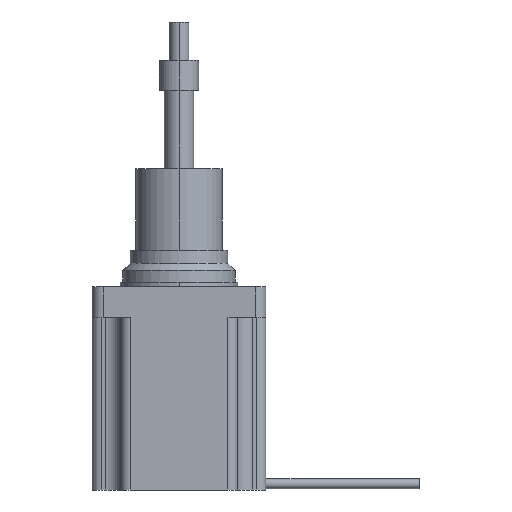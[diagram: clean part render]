
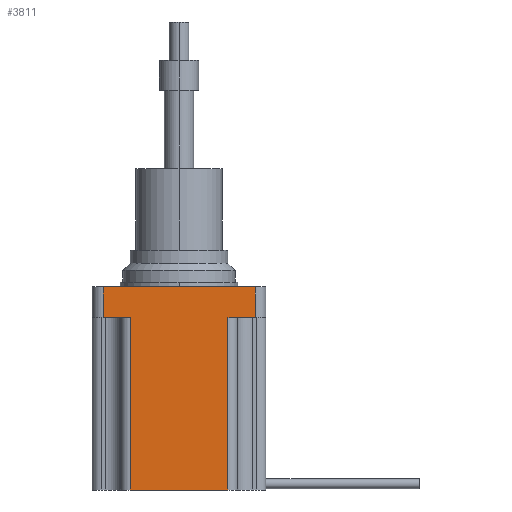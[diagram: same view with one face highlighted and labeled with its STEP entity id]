
A CAD part, left-side view. The second image highlights one B-rep face of the part: STEP entity #3811.
In plain terms, the highlighted planar face has unit normal (-1, 0, 0).
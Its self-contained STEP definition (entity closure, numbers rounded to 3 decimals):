
#99 = LINE ( 'NONE', #3047, #1398 ) ;
#128 = VERTEX_POINT ( 'NONE', #1895 ) ;
#138 = DIRECTION ( 'NONE',  ( 0., -1., 0. ) ) ;
#188 = VECTOR ( 'NONE', #2848, 1000. ) ;
#194 = CARTESIAN_POINT ( 'NONE',  ( -28.2, -28.2, -10. ) ) ;
#217 = ORIENTED_EDGE ( 'NONE', *, *, #3483, .T. ) ;
#285 = ORIENTED_EDGE ( 'NONE', *, *, #1071, .T. ) ;
#445 = DIRECTION ( 'NONE',  ( 0., 0., 1. ) ) ;
#476 = CARTESIAN_POINT ( 'NONE',  ( -28.2, 24.7, 0. ) ) ;
#484 = ORIENTED_EDGE ( 'NONE', *, *, #2499, .T. ) ;
#534 = LINE ( 'NONE', #2235, #3352 ) ;
#649 = DIRECTION ( 'NONE',  ( 0., 1., 0. ) ) ;
#715 = LINE ( 'NONE', #1631, #773 ) ;
#773 = VECTOR ( 'NONE', #445, 1000. ) ;
#883 = CARTESIAN_POINT ( 'NONE',  ( -28.2, 24.7, -66. ) ) ;
#915 = CARTESIAN_POINT ( 'NONE',  ( -28.2, -24.7, -10. ) ) ;
#919 = ORIENTED_EDGE ( 'NONE', *, *, #1101, .F. ) ;
#925 = VERTEX_POINT ( 'NONE', #915 ) ;
#944 = LINE ( 'NONE', #3071, #3173 ) ;
#952 = VECTOR ( 'NONE', #2156, 1000. ) ;
#973 = DIRECTION ( 'NONE',  ( 0., 0., 1. ) ) ;
#1027 = EDGE_CURVE ( 'NONE', #3558, #3861, #2525, .T. ) ;
#1071 = EDGE_CURVE ( 'NONE', #128, #3040, #534, .T. ) ;
#1095 = VERTEX_POINT ( 'NONE', #3442 ) ;
#1101 = EDGE_CURVE ( 'NONE', #925, #1095, #2864, .T. ) ;
#1189 = ORIENTED_EDGE ( 'NONE', *, *, #1230, .F. ) ;
#1230 = EDGE_CURVE ( 'NONE', #128, #3245, #944, .T. ) ;
#1252 = LINE ( 'NONE', #1332, #2506 ) ;
#1332 = CARTESIAN_POINT ( 'NONE',  ( -28.2, 28.2, -66. ) ) ;
#1361 = CARTESIAN_POINT ( 'NONE',  ( -28.2, 28.2, -66. ) ) ;
#1398 = VECTOR ( 'NONE', #973, 1000. ) ;
#1631 = CARTESIAN_POINT ( 'NONE',  ( -28.2, -24.7, -66. ) ) ;
#1638 = PLANE ( 'NONE',  #3327 ) ;
#1666 = DIRECTION ( 'NONE',  ( 0., 0., -1. ) ) ;
#1807 = EDGE_LOOP ( 'NONE', ( #1189, #285, #2313, #2783, #919, #217, #2074, #484 ) ) ;
#1846 = LINE ( 'NONE', #883, #952 ) ;
#1895 = CARTESIAN_POINT ( 'NONE',  ( -28.2, 15.904, -10. ) ) ;
#1924 = CARTESIAN_POINT ( 'NONE',  ( -28.2, -24.7, 0. ) ) ;
#2074 = ORIENTED_EDGE ( 'NONE', *, *, #1027, .F. ) ;
#2156 = DIRECTION ( 'NONE',  ( 0., 0., -1. ) ) ;
#2235 = CARTESIAN_POINT ( 'NONE',  ( -28.2, 15.904, -66. ) ) ;
#2313 = ORIENTED_EDGE ( 'NONE', *, *, #2934, .T. ) ;
#2499 = EDGE_CURVE ( 'NONE', #3558, #3245, #1846, .T. ) ;
#2506 = VECTOR ( 'NONE', #138, 1000. ) ;
#2521 = FACE_OUTER_BOUND ( 'NONE', #1807, .T. ) ;
#2525 = LINE ( 'NONE', #3150, #2798 ) ;
#2622 = EDGE_CURVE ( 'NONE', #2699, #1095, #99, .T. ) ;
#2699 = VERTEX_POINT ( 'NONE', #3432 ) ;
#2782 = DIRECTION ( 'NONE',  ( 0., -1., 0. ) ) ;
#2783 = ORIENTED_EDGE ( 'NONE', *, *, #2622, .T. ) ;
#2798 = VECTOR ( 'NONE', #3166, 1000. ) ;
#2848 = DIRECTION ( 'NONE',  ( 0., 1., 0. ) ) ;
#2864 = LINE ( 'NONE', #194, #188 ) ;
#2934 = EDGE_CURVE ( 'NONE', #3040, #2699, #1252, .T. ) ;
#3040 = VERTEX_POINT ( 'NONE', #3271 ) ;
#3047 = CARTESIAN_POINT ( 'NONE',  ( -28.2, -15.904, -10. ) ) ;
#3071 = CARTESIAN_POINT ( 'NONE',  ( -28.2, 28.2, -10. ) ) ;
#3150 = CARTESIAN_POINT ( 'NONE',  ( -28.2, 28.2, 0. ) ) ;
#3166 = DIRECTION ( 'NONE',  ( 0., -1., 0. ) ) ;
#3173 = VECTOR ( 'NONE', #649, 1000. ) ;
#3245 = VERTEX_POINT ( 'NONE', #3477 ) ;
#3271 = CARTESIAN_POINT ( 'NONE',  ( -28.2, 15.904, -66. ) ) ;
#3327 = AXIS2_PLACEMENT_3D ( 'NONE', #1361, #3360, #2782 ) ;
#3352 = VECTOR ( 'NONE', #1666, 1000. ) ;
#3360 = DIRECTION ( 'NONE',  ( -1., 0., 0. ) ) ;
#3432 = CARTESIAN_POINT ( 'NONE',  ( -28.2, -15.904, -66. ) ) ;
#3442 = CARTESIAN_POINT ( 'NONE',  ( -28.2, -15.904, -10. ) ) ;
#3477 = CARTESIAN_POINT ( 'NONE',  ( -28.2, 24.7, -10. ) ) ;
#3483 = EDGE_CURVE ( 'NONE', #925, #3861, #715, .T. ) ;
#3558 = VERTEX_POINT ( 'NONE', #476 ) ;
#3811 = ADVANCED_FACE ( 'NONE', ( #2521 ), #1638, .T. ) ;
#3861 = VERTEX_POINT ( 'NONE', #1924 ) ;
